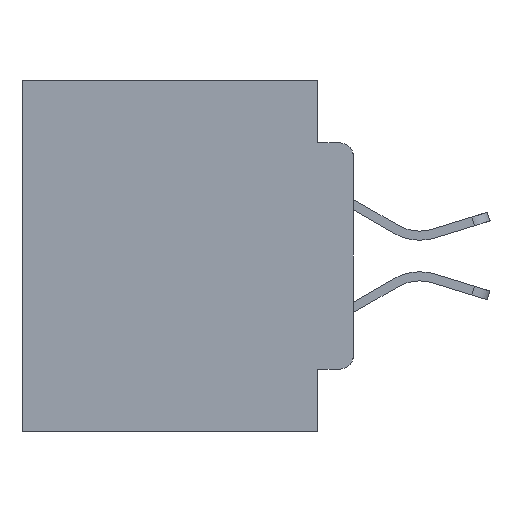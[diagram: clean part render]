
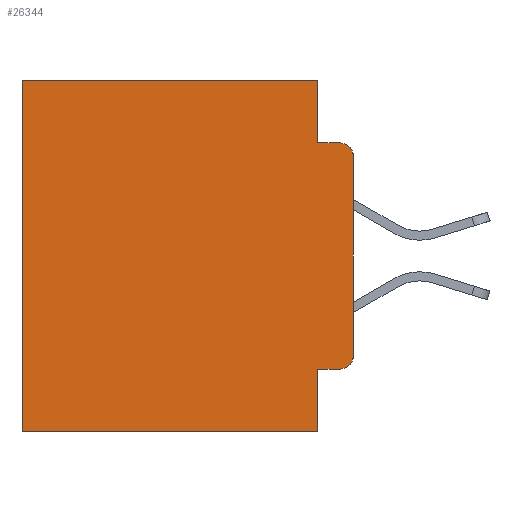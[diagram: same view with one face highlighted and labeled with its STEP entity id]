
A CAD part, left-side view. The second image highlights one B-rep face of the part: STEP entity #26344.
In plain terms, the highlighted planar face has unit normal (-1, 0, 0).
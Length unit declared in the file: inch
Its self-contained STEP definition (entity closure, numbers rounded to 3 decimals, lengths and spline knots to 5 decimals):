
#355 = CARTESIAN_POINT ( 'NONE',  ( 0.298, 0.051, 0. ) ) ;
#365 = CIRCLE ( 'NONE', #21753, 0.02 ) ;
#522 = VERTEX_POINT ( 'NONE', #8752 ) ;
#1259 = CARTESIAN_POINT ( 'NONE',  ( 0.298, 0.051, 0. ) ) ;
#1883 = AXIS2_PLACEMENT_3D ( 'NONE', #26912, #18016, #11474 ) ;
#1982 = CARTESIAN_POINT ( 'NONE',  ( 0.298, 0., -0.3915 ) ) ;
#2607 = CARTESIAN_POINT ( 'NONE',  ( 0.298, 0.473, 0. ) ) ;
#2732 = VERTEX_POINT ( 'NONE', #2607 ) ;
#3993 = ORIENTED_EDGE ( 'NONE', *, *, #17653, .F. ) ;
#4701 = VERTEX_POINT ( 'NONE', #7619 ) ;
#5056 = ORIENTED_EDGE ( 'NONE', *, *, #22828, .T. ) ;
#5407 = DIRECTION ( 'NONE',  ( 0., -1., 0. ) ) ;
#5521 = DIRECTION ( 'NONE',  ( 0., 1., 0. ) ) ;
#5547 = CARTESIAN_POINT ( 'NONE',  ( 0.298, 0.051, -0.4115 ) ) ;
#5794 = CARTESIAN_POINT ( 'NONE',  ( 0.298, 0., 0. ) ) ;
#6731 = ORIENTED_EDGE ( 'NONE', *, *, #16285, .F. ) ;
#6823 = VERTEX_POINT ( 'NONE', #20291 ) ;
#6899 = VERTEX_POINT ( 'NONE', #28387 ) ;
#7305 = CARTESIAN_POINT ( 'NONE',  ( 0.298, 0., 0. ) ) ;
#7524 = DIRECTION ( 'NONE',  ( 0., 0., -1. ) ) ;
#7609 = LINE ( 'NONE', #12276, #14949 ) ;
#7619 = CARTESIAN_POINT ( 'NONE',  ( 0.298, 0.02, -0.0885 ) ) ;
#8752 = CARTESIAN_POINT ( 'NONE',  ( 0.298, 0.051, -0.5 ) ) ;
#9078 = VERTEX_POINT ( 'NONE', #18040 ) ;
#9314 = VERTEX_POINT ( 'NONE', #355 ) ;
#9548 = DIRECTION ( 'NONE',  ( 0., 0., -1. ) ) ;
#9720 = DIRECTION ( 'NONE',  ( 0., 0., -1. ) ) ;
#9722 = LINE ( 'NONE', #5794, #18607 ) ;
#10369 = CARTESIAN_POINT ( 'NONE',  ( 0.298, 0., -0.1085 ) ) ;
#10900 = EDGE_CURVE ( 'NONE', #2732, #6823, #16669, .T. ) ;
#11087 = DIRECTION ( 'NONE',  ( -1., 0., 0. ) ) ;
#11474 = DIRECTION ( 'NONE',  ( 0., 0., -1. ) ) ;
#12276 = CARTESIAN_POINT ( 'NONE',  ( 0.298, 0.051, 0. ) ) ;
#12655 = LINE ( 'NONE', #17028, #19306 ) ;
#13088 = EDGE_CURVE ( 'NONE', #20240, #4701, #365, .T. ) ;
#13259 = EDGE_CURVE ( 'NONE', #9078, #6899, #25349, .T. ) ;
#13372 = VECTOR ( 'NONE', #18563, 39.37008 ) ;
#14000 = CARTESIAN_POINT ( 'NONE',  ( 0.298, 0.051, -0.0885 ) ) ;
#14949 = VECTOR ( 'NONE', #25097, 39.37008 ) ;
#15115 = EDGE_LOOP ( 'NONE', ( #3993, #16640, #18385, #6731, #5056, #17301, #25037, #24716, #27754, #25776 ) ) ;
#16198 = DIRECTION ( 'NONE',  ( 1., 0., 0. ) ) ;
#16285 = EDGE_CURVE ( 'NONE', #9314, #24528, #18447, .T. ) ;
#16547 = VECTOR ( 'NONE', #9548, 39.37008 ) ;
#16573 = CARTESIAN_POINT ( 'NONE',  ( 0.298, 0., -0.5 ) ) ;
#16640 = ORIENTED_EDGE ( 'NONE', *, *, #13088, .T. ) ;
#16669 = LINE ( 'NONE', #27577, #16547 ) ;
#16769 = CIRCLE ( 'NONE', #1883, 0.02 ) ;
#17028 = CARTESIAN_POINT ( 'NONE',  ( 0.298, 0.051, -0.0885 ) ) ;
#17301 = ORIENTED_EDGE ( 'NONE', *, *, #10900, .T. ) ;
#17513 = EDGE_CURVE ( 'NONE', #6899, #19211, #16769, .T. ) ;
#17630 = CARTESIAN_POINT ( 'NONE',  ( 0.298, 0.02, -0.1085 ) ) ;
#17653 = EDGE_CURVE ( 'NONE', #20240, #19211, #9722, .T. ) ;
#17771 = DIRECTION ( 'NONE',  ( 0., 0., -1. ) ) ;
#18016 = DIRECTION ( 'NONE',  ( -1., 0., 0. ) ) ;
#18040 = CARTESIAN_POINT ( 'NONE',  ( 0.298, 0.051, -0.4115 ) ) ;
#18369 = FACE_OUTER_BOUND ( 'NONE', #15115, .T. ) ;
#18385 = ORIENTED_EDGE ( 'NONE', *, *, #19558, .F. ) ;
#18447 = LINE ( 'NONE', #1259, #27448 ) ;
#18563 = DIRECTION ( 'NONE',  ( 0., 1., 0. ) ) ;
#18607 = VECTOR ( 'NONE', #7524, 39.37008 ) ;
#19211 = VERTEX_POINT ( 'NONE', #1982 ) ;
#19306 = VECTOR ( 'NONE', #25921, 39.37008 ) ;
#19558 = EDGE_CURVE ( 'NONE', #24528, #4701, #12655, .T. ) ;
#20240 = VERTEX_POINT ( 'NONE', #10369 ) ;
#20291 = CARTESIAN_POINT ( 'NONE',  ( 0.298, 0.473, -0.5 ) ) ;
#20369 = VECTOR ( 'NONE', #5521, 39.37008 ) ;
#21225 = LINE ( 'NONE', #16573, #20369 ) ;
#21753 = AXIS2_PLACEMENT_3D ( 'NONE', #17630, #11087, #17771 ) ;
#22174 = DIRECTION ( 'NONE',  ( 0., 0., -1. ) ) ;
#22799 = LINE ( 'NONE', #25427, #13372 ) ;
#22828 = EDGE_CURVE ( 'NONE', #9314, #2732, #22799, .T. ) ;
#23883 = EDGE_CURVE ( 'NONE', #522, #6823, #21225, .T. ) ;
#24528 = VERTEX_POINT ( 'NONE', #14000 ) ;
#24716 = ORIENTED_EDGE ( 'NONE', *, *, #28584, .F. ) ;
#25037 = ORIENTED_EDGE ( 'NONE', *, *, #23883, .F. ) ;
#25097 = DIRECTION ( 'NONE',  ( 0., 0., -1. ) ) ;
#25349 = LINE ( 'NONE', #5547, #26879 ) ;
#25427 = CARTESIAN_POINT ( 'NONE',  ( 0.298, 0., 0. ) ) ;
#25776 = ORIENTED_EDGE ( 'NONE', *, *, #17513, .T. ) ;
#25921 = DIRECTION ( 'NONE',  ( 0., -1., 0. ) ) ;
#26344 = ADVANCED_FACE ( 'NONE', ( #18369 ), #27254, .F. ) ;
#26879 = VECTOR ( 'NONE', #5407, 39.37008 ) ;
#26912 = CARTESIAN_POINT ( 'NONE',  ( 0.298, 0.02, -0.3915 ) ) ;
#27254 = PLANE ( 'NONE',  #27865 ) ;
#27448 = VECTOR ( 'NONE', #9720, 39.37008 ) ;
#27577 = CARTESIAN_POINT ( 'NONE',  ( 0.298, 0.473, 0. ) ) ;
#27754 = ORIENTED_EDGE ( 'NONE', *, *, #13259, .T. ) ;
#27865 = AXIS2_PLACEMENT_3D ( 'NONE', #7305, #16198, #22174 ) ;
#28387 = CARTESIAN_POINT ( 'NONE',  ( 0.298, 0.02, -0.4115 ) ) ;
#28584 = EDGE_CURVE ( 'NONE', #9078, #522, #7609, .T. ) ;
